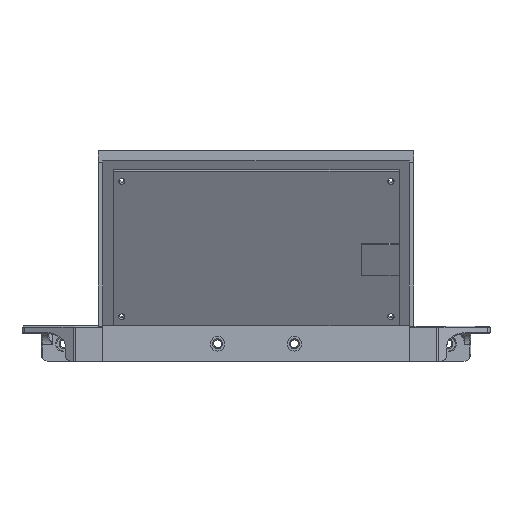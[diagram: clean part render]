
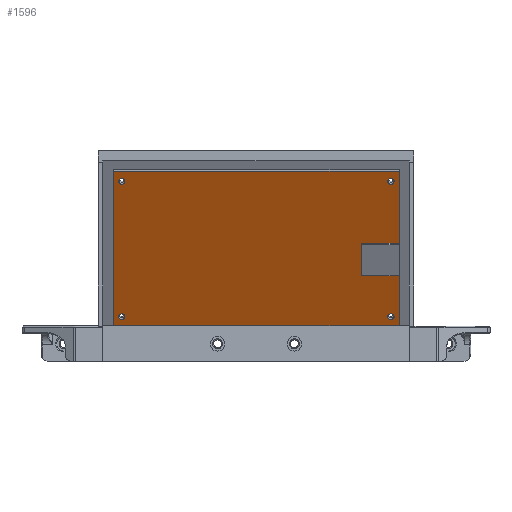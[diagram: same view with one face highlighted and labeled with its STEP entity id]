
A CAD part, front view. The second image highlights one B-rep face of the part: STEP entity #1596.
In plain terms, the highlighted face is planar.
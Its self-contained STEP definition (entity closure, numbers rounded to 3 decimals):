
#101 = EDGE_CURVE ( 'NONE', #8311, #419, #10452, .T. ) ;
#140 = EDGE_CURVE ( 'NONE', #11645, #13891, #4939, .T. ) ;
#194 = VERTEX_POINT ( 'NONE', #7220 ) ;
#196 = VERTEX_POINT ( 'NONE', #1076 ) ;
#365 = ORIENTED_EDGE ( 'NONE', *, *, #18173, .F. ) ;
#391 = CARTESIAN_POINT ( 'NONE',  ( 61., 12.425, 0. ) ) ;
#419 = VERTEX_POINT ( 'NONE', #391 ) ;
#497 = VERTEX_POINT ( 'NONE', #2425 ) ;
#551 = CARTESIAN_POINT ( 'NONE',  ( 58.85, 32.925, 0. ) ) ;
#725 = VERTEX_POINT ( 'NONE', #5047 ) ;
#863 = ORIENTED_EDGE ( 'NONE', *, *, #12177, .F. ) ;
#1076 = CARTESIAN_POINT ( 'NONE',  ( -58.85, 32.925, 0. ) ) ;
#1091 = EDGE_CURVE ( 'NONE', #7045, #196, #4426, .T. ) ;
#1141 = DIRECTION ( 'NONE',  ( 0., 1., 0. ) ) ;
#1299 = CARTESIAN_POINT ( 'NONE',  ( 57.5, 32.925, 0. ) ) ;
#1563 = FACE_BOUND ( 'NONE', #12082, .T. ) ;
#1596 = ADVANCED_FACE ( 'NONE', ( #5518, #4234, #1653, #1563, #15728 ), #7281, .F. ) ;
#1653 = FACE_BOUND ( 'NONE', #16006, .T. ) ;
#1809 = CIRCLE ( 'NONE', #2419, 1.35 ) ;
#1865 = DIRECTION ( 'NONE',  ( -1., 0., 0. ) ) ;
#1919 = VECTOR ( 'NONE', #9578, 1000. ) ;
#2010 = VECTOR ( 'NONE', #16155, 1000. ) ;
#2091 = CARTESIAN_POINT ( 'NONE',  ( 45., 12.425, 0. ) ) ;
#2366 = CARTESIAN_POINT ( 'NONE',  ( 57.5, -32.575, 0. ) ) ;
#2409 = EDGE_CURVE ( 'NONE', #13891, #11645, #8576, .T. ) ;
#2419 = AXIS2_PLACEMENT_3D ( 'NONE', #16393, #16735, #2423 ) ;
#2423 = DIRECTION ( 'NONE',  ( 1., 0., 0. ) ) ;
#2425 = CARTESIAN_POINT ( 'NONE',  ( -61., -37.425, 0. ) ) ;
#2469 = EDGE_CURVE ( 'NONE', #7687, #12286, #8861, .T. ) ;
#2527 = EDGE_CURVE ( 'NONE', #196, #7045, #1809, .T. ) ;
#2539 = EDGE_CURVE ( 'NONE', #497, #4168, #12257, .T. ) ;
#2685 = CARTESIAN_POINT ( 'NONE',  ( 61., 37.425, 0. ) ) ;
#2822 = CIRCLE ( 'NONE', #13101, 1.35 ) ;
#3052 = DIRECTION ( 'NONE',  ( 0., -1., 0. ) ) ;
#3067 = CARTESIAN_POINT ( 'NONE',  ( -57.5, 32.925, 0. ) ) ;
#3250 = CARTESIAN_POINT ( 'NONE',  ( 61., -37.425, 0. ) ) ;
#3472 = CARTESIAN_POINT ( 'NONE',  ( -57.5, -32.575, 0. ) ) ;
#3669 = ORIENTED_EDGE ( 'NONE', *, *, #2409, .T. ) ;
#4041 = CARTESIAN_POINT ( 'NONE',  ( 45., -2.575, 0. ) ) ;
#4162 = AXIS2_PLACEMENT_3D ( 'NONE', #1299, #6925, #9401 ) ;
#4168 = VERTEX_POINT ( 'NONE', #12580 ) ;
#4234 = FACE_BOUND ( 'NONE', #4443, .T. ) ;
#4271 = CARTESIAN_POINT ( 'NONE',  ( 61., -37.425, 0. ) ) ;
#4426 = CIRCLE ( 'NONE', #9692, 1.35 ) ;
#4443 = EDGE_LOOP ( 'NONE', ( #11158, #10067 ) ) ;
#4523 = DIRECTION ( 'NONE',  ( -1., 0., 0. ) ) ;
#4537 = DIRECTION ( 'NONE',  ( 1., 0., 0. ) ) ;
#4568 = VECTOR ( 'NONE', #8764, 1000. ) ;
#4613 = LINE ( 'NONE', #10031, #13936 ) ;
#4802 = CARTESIAN_POINT ( 'NONE',  ( 61., -2.575, 0. ) ) ;
#4844 = DIRECTION ( 'NONE',  ( 0., 0., 1. ) ) ;
#4939 = CIRCLE ( 'NONE', #9088, 1.35 ) ;
#5002 = ORIENTED_EDGE ( 'NONE', *, *, #2469, .T. ) ;
#5023 = CARTESIAN_POINT ( 'NONE',  ( 61., 37.425, 0. ) ) ;
#5047 = CARTESIAN_POINT ( 'NONE',  ( 56.15, -32.575, 0. ) ) ;
#5097 = ORIENTED_EDGE ( 'NONE', *, *, #7340, .T. ) ;
#5267 = CARTESIAN_POINT ( 'NONE',  ( -56.15, -32.575, 0. ) ) ;
#5351 = VECTOR ( 'NONE', #17869, 1000. ) ;
#5352 = VECTOR ( 'NONE', #1141, 1000. ) ;
#5369 = ORIENTED_EDGE ( 'NONE', *, *, #101, .F. ) ;
#5518 = FACE_BOUND ( 'NONE', #17537, .T. ) ;
#5804 = LINE ( 'NONE', #12884, #10144 ) ;
#5822 = CARTESIAN_POINT ( 'NONE',  ( 56.15, 32.925, 0. ) ) ;
#5909 = ORIENTED_EDGE ( 'NONE', *, *, #7017, .F. ) ;
#6082 = VECTOR ( 'NONE', #16869, 1000. ) ;
#6355 = ORIENTED_EDGE ( 'NONE', *, *, #13703, .F. ) ;
#6867 = LINE ( 'NONE', #4271, #6082 ) ;
#6925 = DIRECTION ( 'NONE',  ( 0., 0., 1. ) ) ;
#6951 = AXIS2_PLACEMENT_3D ( 'NONE', #15434, #8441, #18101 ) ;
#7017 = EDGE_CURVE ( 'NONE', #12566, #8311, #12537, .T. ) ;
#7045 = VERTEX_POINT ( 'NONE', #16412 ) ;
#7220 = CARTESIAN_POINT ( 'NONE',  ( -61., 37.425, 0. ) ) ;
#7255 = CIRCLE ( 'NONE', #6951, 1.35 ) ;
#7281 = PLANE ( 'NONE',  #17357 ) ;
#7340 = EDGE_CURVE ( 'NONE', #12286, #7687, #14451, .T. ) ;
#7364 = VERTEX_POINT ( 'NONE', #4802 ) ;
#7501 = VERTEX_POINT ( 'NONE', #17866 ) ;
#7687 = VERTEX_POINT ( 'NONE', #5822 ) ;
#7728 = AXIS2_PLACEMENT_3D ( 'NONE', #13260, #17596, #1865 ) ;
#8096 = EDGE_LOOP ( 'NONE', ( #5369, #5909, #11326, #6355, #17447, #863, #365, #8580 ) ) ;
#8311 = VERTEX_POINT ( 'NONE', #2091 ) ;
#8441 = DIRECTION ( 'NONE',  ( 0., 0., 1. ) ) ;
#8576 = CIRCLE ( 'NONE', #16508, 1.35 ) ;
#8580 = ORIENTED_EDGE ( 'NONE', *, *, #11819, .F. ) ;
#8764 = DIRECTION ( 'NONE',  ( 0., 1., 0. ) ) ;
#8861 = CIRCLE ( 'NONE', #4162, 1.35 ) ;
#9079 = DIRECTION ( 'NONE',  ( 1., 0., 0. ) ) ;
#9088 = AXIS2_PLACEMENT_3D ( 'NONE', #3472, #4844, #9079 ) ;
#9314 = CARTESIAN_POINT ( 'NONE',  ( 61., -37.425, 0. ) ) ;
#9401 = DIRECTION ( 'NONE',  ( -1., 0., 0. ) ) ;
#9445 = CARTESIAN_POINT ( 'NONE',  ( -58.85, -32.575, 0. ) ) ;
#9498 = DIRECTION ( 'NONE',  ( 1., 0., 0. ) ) ;
#9578 = DIRECTION ( 'NONE',  ( -1., 0., 0. ) ) ;
#9692 = AXIS2_PLACEMENT_3D ( 'NONE', #3067, #12616, #4537 ) ;
#9835 = DIRECTION ( 'NONE',  ( 1., 0., 0. ) ) ;
#10031 = CARTESIAN_POINT ( 'NONE',  ( 61., -2.575, 0. ) ) ;
#10067 = ORIENTED_EDGE ( 'NONE', *, *, #12831, .T. ) ;
#10144 = VECTOR ( 'NONE', #3052, 1000. ) ;
#10452 = LINE ( 'NONE', #12208, #2010 ) ;
#10654 = DIRECTION ( 'NONE',  ( 0., 0., 1. ) ) ;
#11158 = ORIENTED_EDGE ( 'NONE', *, *, #17494, .T. ) ;
#11307 = DIRECTION ( 'NONE',  ( 0., 0., 1. ) ) ;
#11326 = ORIENTED_EDGE ( 'NONE', *, *, #14224, .F. ) ;
#11645 = VERTEX_POINT ( 'NONE', #9445 ) ;
#11819 = EDGE_CURVE ( 'NONE', #419, #16537, #15937, .T. ) ;
#12082 = EDGE_LOOP ( 'NONE', ( #16672, #13994 ) ) ;
#12177 = EDGE_CURVE ( 'NONE', #194, #497, #5804, .T. ) ;
#12208 = CARTESIAN_POINT ( 'NONE',  ( 61., 12.425, 0. ) ) ;
#12257 = LINE ( 'NONE', #9314, #5351 ) ;
#12286 = VERTEX_POINT ( 'NONE', #551 ) ;
#12537 = LINE ( 'NONE', #15302, #5352 ) ;
#12566 = VERTEX_POINT ( 'NONE', #4041 ) ;
#12580 = CARTESIAN_POINT ( 'NONE',  ( 61., -37.425, 0. ) ) ;
#12616 = DIRECTION ( 'NONE',  ( 0., 0., 1. ) ) ;
#12831 = EDGE_CURVE ( 'NONE', #7501, #725, #2822, .T. ) ;
#12875 = CARTESIAN_POINT ( 'NONE',  ( 0., 0., 0. ) ) ;
#12884 = CARTESIAN_POINT ( 'NONE',  ( -61., -37.425, 0. ) ) ;
#13101 = AXIS2_PLACEMENT_3D ( 'NONE', #2366, #10654, #17552 ) ;
#13260 = CARTESIAN_POINT ( 'NONE',  ( 57.5, 32.925, 0. ) ) ;
#13531 = DIRECTION ( 'NONE',  ( 0., 0., 1. ) ) ;
#13703 = EDGE_CURVE ( 'NONE', #4168, #7364, #6867, .T. ) ;
#13891 = VERTEX_POINT ( 'NONE', #5267 ) ;
#13936 = VECTOR ( 'NONE', #4523, 1000. ) ;
#13994 = ORIENTED_EDGE ( 'NONE', *, *, #1091, .T. ) ;
#14140 = ORIENTED_EDGE ( 'NONE', *, *, #140, .T. ) ;
#14224 = EDGE_CURVE ( 'NONE', #7364, #12566, #4613, .T. ) ;
#14451 = CIRCLE ( 'NONE', #7728, 1.35 ) ;
#14935 = CARTESIAN_POINT ( 'NONE',  ( -57.5, -32.575, 0. ) ) ;
#15302 = CARTESIAN_POINT ( 'NONE',  ( 45., 12.425, 0. ) ) ;
#15434 = CARTESIAN_POINT ( 'NONE',  ( 57.5, -32.575, 0. ) ) ;
#15728 = FACE_OUTER_BOUND ( 'NONE', #8096, .T. ) ;
#15937 = LINE ( 'NONE', #3250, #4568 ) ;
#16006 = EDGE_LOOP ( 'NONE', ( #14140, #3669 ) ) ;
#16155 = DIRECTION ( 'NONE',  ( 1., 0., 0. ) ) ;
#16393 = CARTESIAN_POINT ( 'NONE',  ( -57.5, 32.925, 0. ) ) ;
#16412 = CARTESIAN_POINT ( 'NONE',  ( -56.15, 32.925, 0. ) ) ;
#16508 = AXIS2_PLACEMENT_3D ( 'NONE', #14935, #13531, #9498 ) ;
#16537 = VERTEX_POINT ( 'NONE', #5023 ) ;
#16672 = ORIENTED_EDGE ( 'NONE', *, *, #2527, .T. ) ;
#16735 = DIRECTION ( 'NONE',  ( 0., 0., 1. ) ) ;
#16869 = DIRECTION ( 'NONE',  ( 0., 1., 0. ) ) ;
#17357 = AXIS2_PLACEMENT_3D ( 'NONE', #12875, #11307, #9835 ) ;
#17432 = LINE ( 'NONE', #2685, #1919 ) ;
#17447 = ORIENTED_EDGE ( 'NONE', *, *, #2539, .F. ) ;
#17494 = EDGE_CURVE ( 'NONE', #725, #7501, #7255, .T. ) ;
#17537 = EDGE_LOOP ( 'NONE', ( #5002, #5097 ) ) ;
#17552 = DIRECTION ( 'NONE',  ( -1., 0., 0. ) ) ;
#17596 = DIRECTION ( 'NONE',  ( 0., 0., 1. ) ) ;
#17866 = CARTESIAN_POINT ( 'NONE',  ( 58.85, -32.575, 0. ) ) ;
#17869 = DIRECTION ( 'NONE',  ( 1., 0., 0. ) ) ;
#18101 = DIRECTION ( 'NONE',  ( -1., 0., 0. ) ) ;
#18173 = EDGE_CURVE ( 'NONE', #16537, #194, #17432, .T. ) ;
